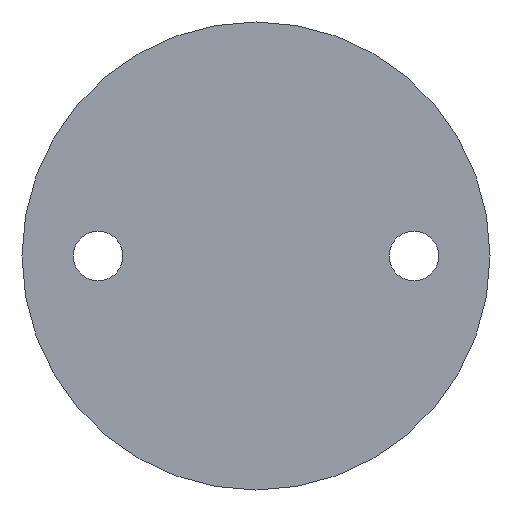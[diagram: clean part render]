
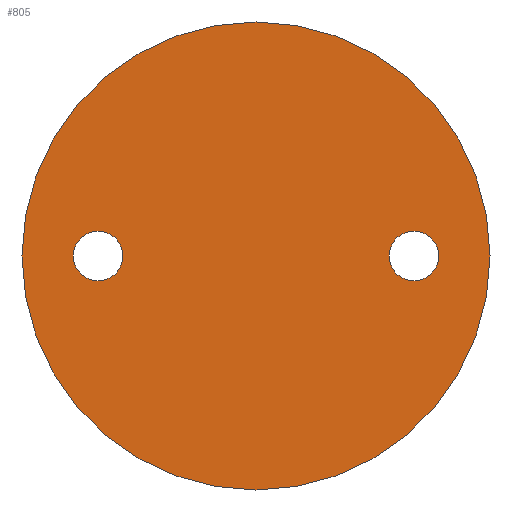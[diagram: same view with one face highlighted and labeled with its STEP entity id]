
A CAD part, front view. The second image highlights one B-rep face of the part: STEP entity #805.
In plain terms, the highlighted planar face has unit normal (0, -1, 0).
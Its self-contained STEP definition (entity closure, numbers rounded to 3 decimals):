
#30=FACE_BOUND('',#197,.T.);
#31=FACE_BOUND('',#198,.T.);
#42=PLANE('',#952);
#147=FACE_OUTER_BOUND('',#196,.T.);
#196=EDGE_LOOP('',(#690));
#197=EDGE_LOOP('',(#691));
#198=EDGE_LOOP('',(#692));
#271=CIRCLE('',#885,40.);
#300=CIRCLE('',#927,4.25);
#302=CIRCLE('',#930,4.25);
#317=VERTEX_POINT('',#1203);
#360=VERTEX_POINT('',#1473);
#362=VERTEX_POINT('',#1479);
#400=EDGE_CURVE('',#317,#317,#271,.T.);
#455=EDGE_CURVE('',#360,#360,#300,.T.);
#458=EDGE_CURVE('',#362,#362,#302,.T.);
#690=ORIENTED_EDGE('',*,*,#400,.T.);
#691=ORIENTED_EDGE('',*,*,#455,.T.);
#692=ORIENTED_EDGE('',*,*,#458,.T.);
#805=ADVANCED_FACE('',(#147,#30,#31),#42,.T.);
#885=AXIS2_PLACEMENT_3D('',#1204,#985,#986);
#927=AXIS2_PLACEMENT_3D('',#1475,#1075,#1076);
#930=AXIS2_PLACEMENT_3D('',#1481,#1082,#1083);
#952=AXIS2_PLACEMENT_3D('',#1572,#1135,#1136);
#985=DIRECTION('center_axis',(0.,-1.,0.));
#986=DIRECTION('ref_axis',(-1.,0.,0.));
#1075=DIRECTION('center_axis',(0.,1.,0.));
#1076=DIRECTION('ref_axis',(1.,0.,0.));
#1082=DIRECTION('center_axis',(0.,1.,0.));
#1083=DIRECTION('ref_axis',(1.,0.,0.));
#1135=DIRECTION('center_axis',(0.,-1.,0.));
#1136=DIRECTION('ref_axis',(0.,0.,-1.));
#1203=CARTESIAN_POINT('',(40.,0.,0.));
#1204=CARTESIAN_POINT('Origin',(0.,0.,0.));
#1473=CARTESIAN_POINT('',(-31.25,0.,0.));
#1475=CARTESIAN_POINT('Origin',(-27.,0.,0.));
#1479=CARTESIAN_POINT('',(22.75,0.,0.));
#1481=CARTESIAN_POINT('Origin',(27.,0.,0.));
#1572=CARTESIAN_POINT('Origin',(-20.,0.,0.));
